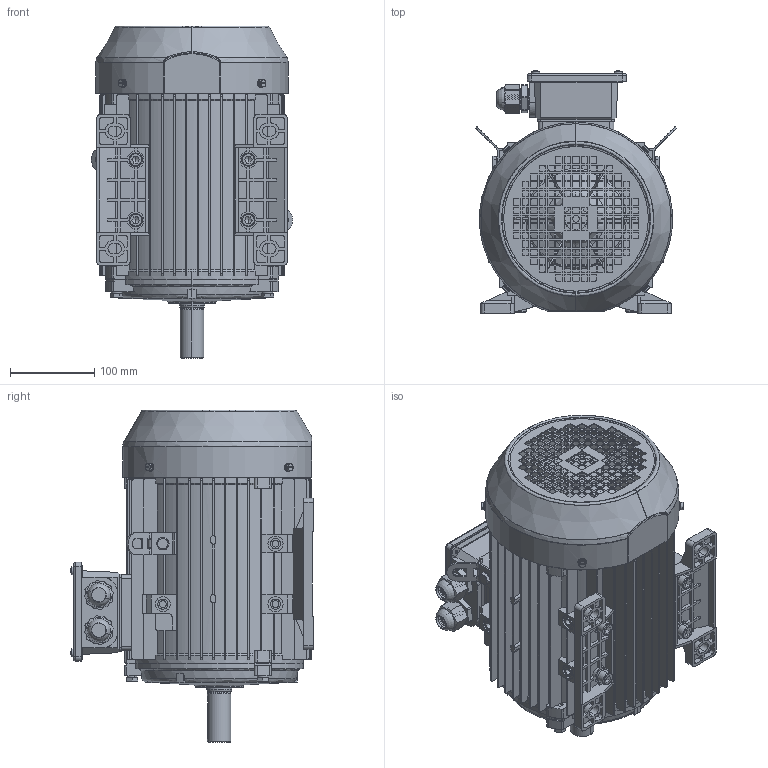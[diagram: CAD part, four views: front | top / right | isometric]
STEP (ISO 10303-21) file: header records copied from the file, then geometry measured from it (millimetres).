
FILE_DESCRIPTION (( 'STEP AP203' ), '1' );
FILE_NAME ('JL3-112-B3.step', '2018-12-14T08:50:20', ( '' ), ( '' ), 'SwSTEP 2.0', 'SolidWorks 2018', '' );
FILE_SCHEMA (( 'CONFIG_CONTROL_DESIGN' ));
Length unit declared in the file: millimetre
Products named in the file (1): JL3-112-B3
Bounding box: 239.32 x 288.65 x 395 mm (x, y, z)
Volume: 2695492.5 mm3; surface area: 1225082.2 mm2
Topology: 58 solids, 58 shells, 4091 faces, 11343 edges, 7474 vertices
Faces by surface type: plane 1908, cylinder 1684, cone 242, bspline 229, torus 20, sphere 8
Entity records: 163831 total; most frequent: CARTESIAN_POINT 58174, ORIENTED_EDGE 22646, DIRECTION 21606, EDGE_CURVE 11323, AXIS2_PLACEMENT_3D 7646, VERTEX_POINT 7470, LINE 6314, VECTOR 6314
